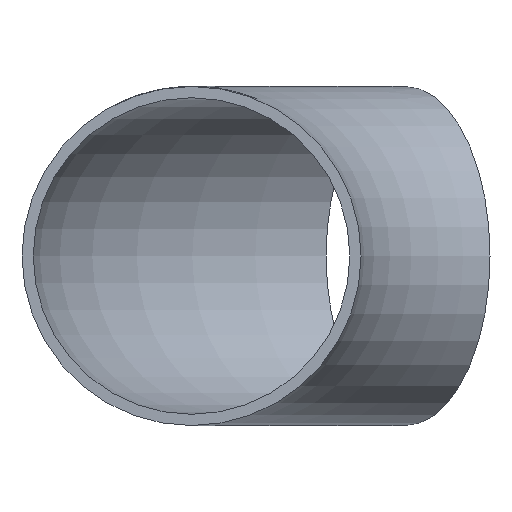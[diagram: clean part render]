
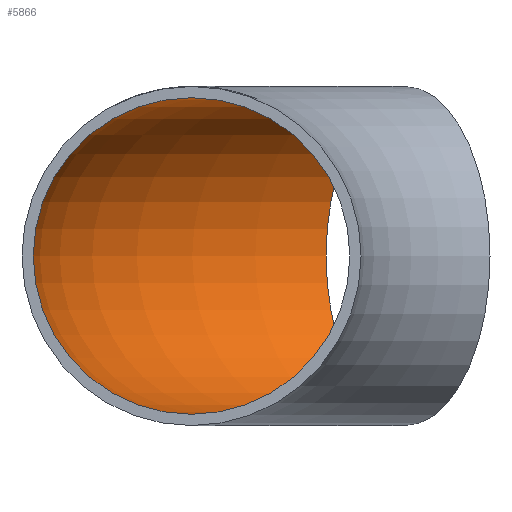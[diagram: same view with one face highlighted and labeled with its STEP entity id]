
A CAD part, front view. The second image highlights one B-rep face of the part: STEP entity #5866.
In plain terms, the highlighted toroidal (fillet/blend) face has major radius 76 mm and minor radius 28.15 mm.
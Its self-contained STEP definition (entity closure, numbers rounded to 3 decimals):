
#45 = ORIENTED_EDGE ( 'NONE', *, *, #9063, .F. ) ;
#151 = CIRCLE ( 'NONE', #6418, 28.15 ) ;
#249 = DIRECTION ( 'NONE',  ( 0., 0., -1. ) ) ;
#3348 = CARTESIAN_POINT ( 'NONE',  ( -38., 65.818, 0. ) ) ;
#4056 = FACE_OUTER_BOUND ( 'NONE', #12457, .T. ) ;
#4465 = AXIS2_PLACEMENT_3D ( 'NONE', #9285, #16342, #7545 ) ;
#5866 = ADVANCED_FACE ( 'NONE', ( #4056, #16111 ), #14347, .F. ) ;
#6418 = AXIS2_PLACEMENT_3D ( 'NONE', #3348, #19344, #10535 ) ;
#7308 = DIRECTION ( 'NONE',  ( -1., 0., 0. ) ) ;
#7545 = DIRECTION ( 'NONE',  ( 0., 0., 1. ) ) ;
#8862 = EDGE_LOOP ( 'NONE', ( #45 ) ) ;
#9028 = VERTEX_POINT ( 'NONE', #17928 ) ;
#9063 = EDGE_CURVE ( 'NONE', #9028, #9028, #14477, .T. ) ;
#9285 = CARTESIAN_POINT ( 'NONE',  ( -76., 0., 0. ) ) ;
#10535 = DIRECTION ( 'NONE',  ( -0.5, 0.866, 0. ) ) ;
#12380 = CARTESIAN_POINT ( 'NONE',  ( -52.075, 90.197, 0. ) ) ;
#12457 = EDGE_LOOP ( 'NONE', ( #21282 ) ) ;
#13998 = VERTEX_POINT ( 'NONE', #12380 ) ;
#14347 = TOROIDAL_SURFACE ( 'NONE', #14362, 76., 28.15 ) ;
#14362 = AXIS2_PLACEMENT_3D ( 'NONE', #21571, #249, #7308 ) ;
#14477 = CIRCLE ( 'NONE', #4465, 28.15 ) ;
#16111 = FACE_OUTER_BOUND ( 'NONE', #8862, .T. ) ;
#16342 = DIRECTION ( 'NONE',  ( 0., 1., 0. ) ) ;
#16528 = EDGE_CURVE ( 'NONE', #13998, #13998, #151, .T. ) ;
#17928 = CARTESIAN_POINT ( 'NONE',  ( -76., 0., 28.15 ) ) ;
#19344 = DIRECTION ( 'NONE',  ( 0.866, 0.5, 0. ) ) ;
#21282 = ORIENTED_EDGE ( 'NONE', *, *, #16528, .T. ) ;
#21571 = CARTESIAN_POINT ( 'NONE',  ( 0., 0., 0. ) ) ;
